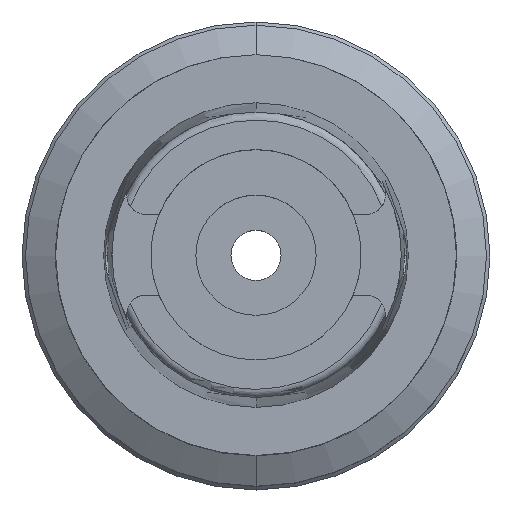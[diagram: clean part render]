
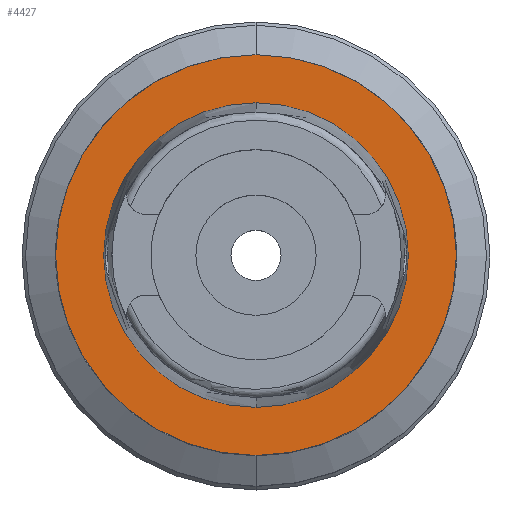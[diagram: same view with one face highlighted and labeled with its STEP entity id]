
A CAD part, top view. The second image highlights one B-rep face of the part: STEP entity #4427.
In plain terms, the highlighted planar face has unit normal (0, 0, 1).
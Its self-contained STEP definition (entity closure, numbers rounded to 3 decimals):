
#2323=CARTESIAN_POINT('',(0.,0.,0.));
#2324=DIRECTION('',(0.,0.,-1.));
#2325=DIRECTION('',(0.,-1.,0.));
#2326=AXIS2_PLACEMENT_3D('',#2323,#2324,#2325);
#2331=CARTESIAN_POINT('',(0.,0.,0.));
#2332=DIRECTION('',(0.,0.,-1.));
#2333=DIRECTION('',(0.,1.,0.));
#2334=AXIS2_PLACEMENT_3D('',#2331,#2332,#2333);
#2339=CARTESIAN_POINT('',(0.,0.,0.));
#2340=DIRECTION('',(0.,0.,1.));
#2341=DIRECTION('',(0.,-1.,0.));
#2342=AXIS2_PLACEMENT_3D('',#2339,#2340,#2341);
#2347=CARTESIAN_POINT('',(0.,0.,0.));
#2348=DIRECTION('',(0.,0.,1.));
#2349=DIRECTION('',(0.,1.,0.));
#2350=AXIS2_PLACEMENT_3D('',#2347,#2348,#2349);
#2408=CARTESIAN_POINT('',(0.,15.2,0.));
#2409=VERTEX_POINT('',#2408);
#2410=CARTESIAN_POINT('',(0.,-15.2,0.));
#2411=VERTEX_POINT('',#2410);
#2489=CARTESIAN_POINT('',(0.,-20.,0.));
#2490=CARTESIAN_POINT('',(0.,20.,0.));
#2491=VERTEX_POINT('',#2489);
#2492=VERTEX_POINT('',#2490);
#4414=CARTESIAN_POINT('',(0.,0.,0.));
#4415=DIRECTION('',(0.,0.,-1.));
#4416=DIRECTION('',(0.,-1.,0.));
#4417=AXIS2_PLACEMENT_3D('',#4414,#4415,#4416);
#4418=PLANE('',#4417);
#4419=ORIENTED_EDGE('',*,*,#4026,.T.);
#4420=ORIENTED_EDGE('',*,*,#4169,.T.);
#4421=EDGE_LOOP('',(#4419,#4420));
#4422=FACE_OUTER_BOUND('',#4421,.F.);
#4423=ORIENTED_EDGE('',*,*,#2762,.T.);
#4424=ORIENTED_EDGE('',*,*,#2866,.T.);
#4425=EDGE_LOOP('',(#4423,#4424));
#4426=FACE_BOUND('',#4425,.F.);
#2327=CIRCLE('',#2326,20.);
#2335=CIRCLE('',#2334,20.);
#2343=CIRCLE('',#2342,15.2);
#2351=CIRCLE('',#2350,15.2);
#2762=EDGE_CURVE('',#2411,#2409,#2343,.T.);
#2866=EDGE_CURVE('',#2409,#2411,#2351,.T.);
#4026=EDGE_CURVE('',#2491,#2492,#2327,.T.);
#4169=EDGE_CURVE('',#2492,#2491,#2335,.T.);
#4427=ADVANCED_FACE('',(#4422,#4426),#4418,.F.);
